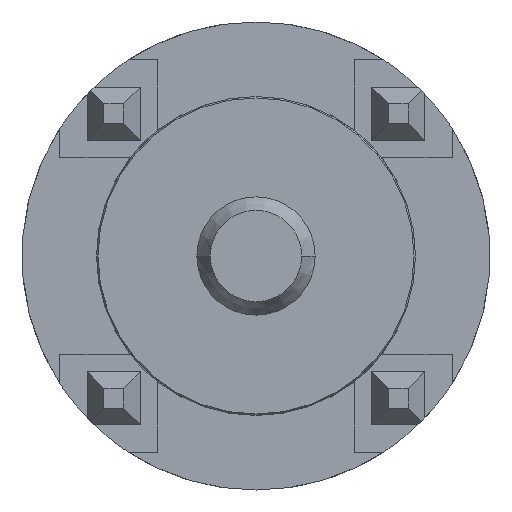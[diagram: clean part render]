
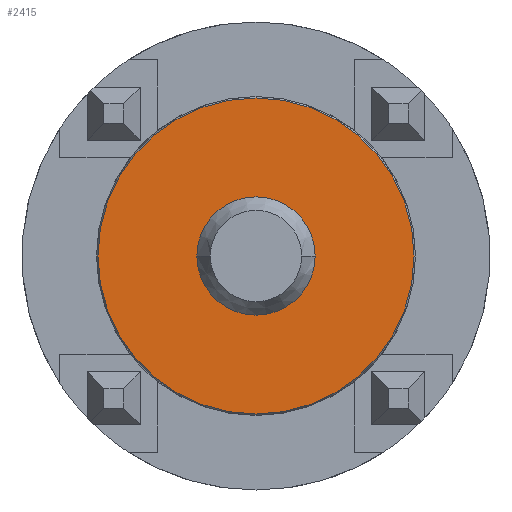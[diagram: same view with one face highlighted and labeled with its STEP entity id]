
A CAD part, left-side view. The second image highlights one B-rep face of the part: STEP entity #2415.
In plain terms, the highlighted planar face has unit normal (-1, 0, 0).
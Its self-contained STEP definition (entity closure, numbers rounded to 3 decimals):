
#2284=CARTESIAN_POINT('',(0.57,0.,0.));
#2285=DIRECTION('',(1.,0.,0.));
#2286=DIRECTION('',(0.,-1.,0.));
#2287=AXIS2_PLACEMENT_3D('',#2284,#2285,#2286);
#2289=CARTESIAN_POINT('',(0.57,0.,0.));
#2290=DIRECTION('',(1.,0.,0.));
#2291=DIRECTION('',(0.,1.,0.));
#2292=AXIS2_PLACEMENT_3D('',#2289,#2290,#2291);
#2294=CARTESIAN_POINT('',(0.57,0.,0.));
#2295=DIRECTION('',(-1.,0.,0.));
#2296=DIRECTION('',(0.,-1.,0.));
#2297=AXIS2_PLACEMENT_3D('',#2294,#2295,#2296);
#2299=CARTESIAN_POINT('',(0.57,0.,0.));
#2300=DIRECTION('',(-1.,0.,0.));
#2301=DIRECTION('',(0.,1.,0.));
#2302=AXIS2_PLACEMENT_3D('',#2299,#2300,#2301);
#2374=CARTESIAN_POINT('',(0.57,2.82,0.));
#2375=CARTESIAN_POINT('',(0.57,-2.82,0.));
#2376=VERTEX_POINT('',#2374);
#2377=VERTEX_POINT('',#2375);
#2394=CARTESIAN_POINT('',(0.57,-0.99,0.));
#2395=CARTESIAN_POINT('',(0.57,0.99,0.));
#2396=VERTEX_POINT('',#2394);
#2397=VERTEX_POINT('',#2395);
#2398=CARTESIAN_POINT('',(0.57,0.,0.));
#2399=DIRECTION('',(1.,0.,0.));
#2400=DIRECTION('',(0.,-1.,0.));
#2401=AXIS2_PLACEMENT_3D('',#2398,#2399,#2400);
#2402=PLANE('',#2401);
#2404=ORIENTED_EDGE('',*,*,#2403,.T.);
#2406=ORIENTED_EDGE('',*,*,#2405,.T.);
#2407=EDGE_LOOP('',(#2404,#2406));
#2408=FACE_OUTER_BOUND('',#2407,.F.);
#2410=ORIENTED_EDGE('',*,*,#2409,.T.);
#2412=ORIENTED_EDGE('',*,*,#2411,.T.);
#2413=EDGE_LOOP('',(#2410,#2412));
#2414=FACE_BOUND('',#2413,.F.);
#2288=CIRCLE('',#2287,2.82);
#2293=CIRCLE('',#2292,2.82);
#2298=CIRCLE('',#2297,0.99);
#2303=CIRCLE('',#2302,0.99);
#2403=EDGE_CURVE('',#2377,#2376,#2288,.T.);
#2405=EDGE_CURVE('',#2376,#2377,#2293,.T.);
#2409=EDGE_CURVE('',#2396,#2397,#2298,.T.);
#2411=EDGE_CURVE('',#2397,#2396,#2303,.T.);
#2415=ADVANCED_FACE('',(#2408,#2414),#2402,.F.);
